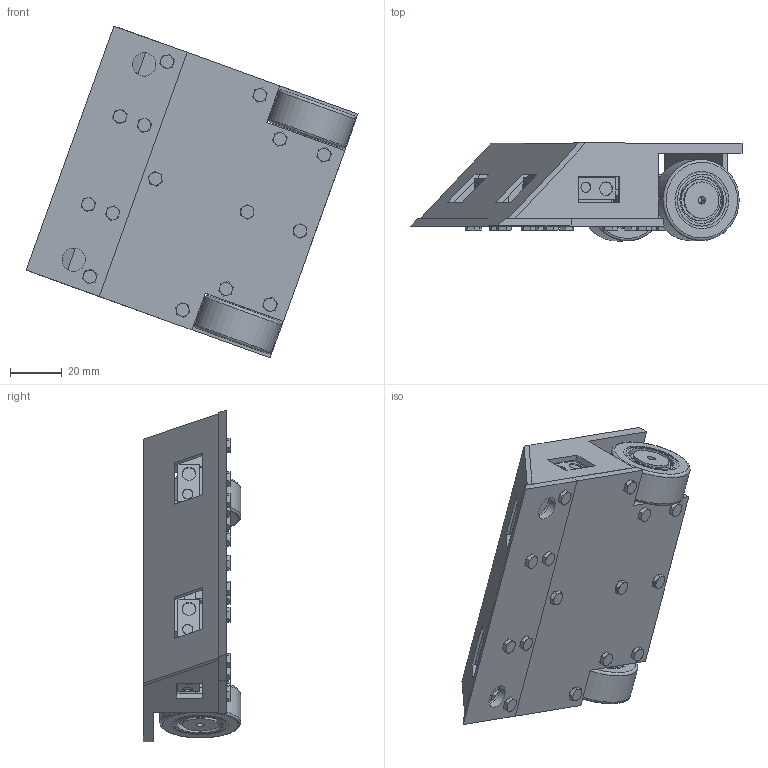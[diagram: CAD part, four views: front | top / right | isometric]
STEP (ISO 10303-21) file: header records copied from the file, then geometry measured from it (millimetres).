
FILE_DESCRIPTION(/* description */ (''),/* implementation_level */ '2;1');
FILE_NAME(/* name */ '5. ALL_z_Front.stp',/* time_stamp */ '2016-11-21T09:35:07-08:00',/* author */ ('Shichi'),/* organization */ (''),/* preprocessor_version */ 'ST-DEVELOPER v16.5',/* originating_system */ 'Autodesk Inventor 2017',/* authorisation */ '');
FILE_SCHEMA (('AUTOMOTIVE_DESIGN { 1 0 10303 214 3 1 1 }'));
Products named in the file (33): 5. asjdjasdh; 4. ALL_bez_Front; PCB_2; 3. P+K+O+PCB+Bateria; 2. P+K+O+PCB; Podstawa+Kola+Obudowa; Podstawa_zlozona+Sruby; Podstawa_zlozona; Podstawa; Podstawa_1; Ostrze; AS 1110 - M2,5 x 8; AS 1110 - M2,5 x 12; AS 1110 - M2,5 x 20; AS 1110 - M2,5 x 25; Podstawa+silnik; Kolo+Opona; Opona; Kolo; POLOLU+mocowanie; Mounting_bracket; motor; obudowa; PCB + czujniki; PCB; czujnik; Bateria+Podkladka; Bateria_Podkladka; Bateria; Podkladka_2mm; Podkladka; AS 1112 - M2,5  Type 5; Front
Assembly tree (70 placements, depth 8):
  5. asjdjasdh
    4. ALL_bez_Front
      PCB_2
      3. P+K+O+PCB+Bateria
        2. P+K+O+PCB
          Podstawa+Kola+Obudowa
            Podstawa_zlozona+Sruby
              Podstawa_zlozona
                Podstawa
                Podstawa_1
                Ostrze
              AS 1110 - M2,5 x 12  x6
              AS 1110 - M2,5 x 8  x6
              AS 1112 - M2,5  Type 5  x6
              AS 1110 - M2,5 x 20
              AS 1110 - M2,5 x 25  x2
            Podstawa+silnik  x2
              Kolo+Opona
                Opona
                Kolo
              POLOLU+mocowanie
                Mounting_bracket
                motor
            obudowa
            AS 1112 - M2,5  Type 5  x4
            Podkladka  x2
          PCB + czujniki
            PCB
            czujnik  x4
          Podkladka  x2
          AS 1112 - M2,5  Type 5  x2
        Bateria+Podkladka
          Bateria_Podkladka
          Bateria
        AS 1112 - M2,5  Type 5
      Podkladka_2mm  x6
      Podkladka
      AS 1112 - M2,5  Type 5  x2
    Front
Bounding box: 127.95 x 37.6 x 127.95 mm (x, y, z)
Volume: 129624 mm3; surface area: 109472.4 mm2
Topology: 62 solids, 62 shells, 1775 faces, 4195 edges, 2620 vertices
Faces by surface type: plane 1032, cylinder 336, cone 319, bspline 52, torus 36
Full cylindrical faces by diameter (mm): 2 x10, 2.013 x15, 2.5 x68, 3 x2, 3.9 x2, 4 x6, 5 x17, 5.21 x4, 9 x2, 12 x2, 14 x2, 16 x2, 18 x4, 20 x2, 22 x2, 31.2 x2
Entity records: 24172 total; most frequent: CARTESIAN_POINT 5722, DIRECTION 3574, ORIENTED_EDGE 3468, EDGE_CURVE 1734, AXIS2_PLACEMENT_3D 1224, VERTEX_POINT 1161, LINE 1126, VECTOR 1126
